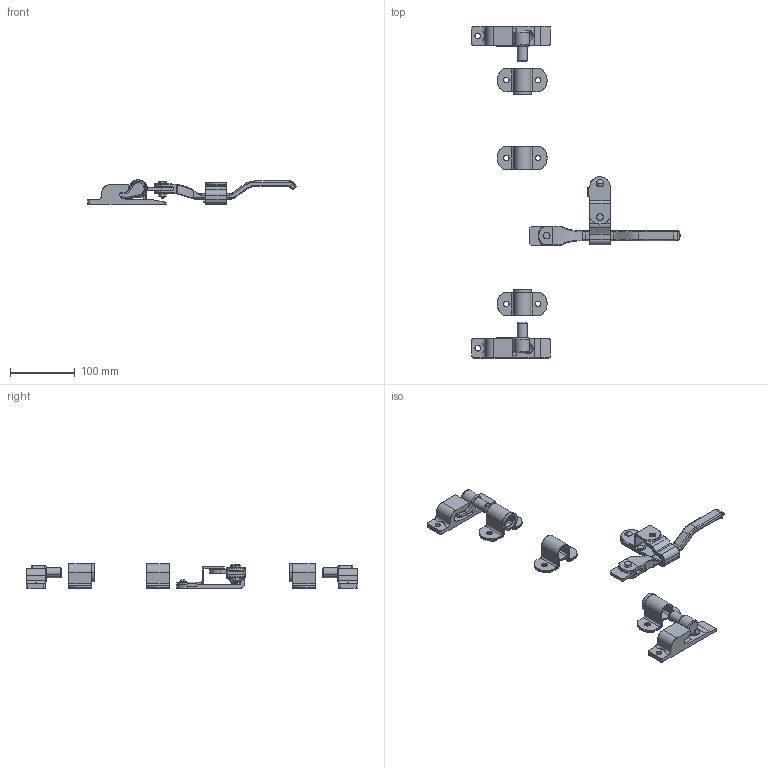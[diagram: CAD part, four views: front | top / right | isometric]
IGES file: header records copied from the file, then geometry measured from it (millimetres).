
Start section: SolidWorks IGES file using analytic representation for surfaces
Global section: file name: FA-1810-3B.IGS; native system: SolidWorks 2018; preprocessor: SolidWorks 2018; author: 1337yo; date: 210414.152747; units: millimetre
Bounding box: 321.11 x 512 x 38 mm (x, y, z)
Surface area: 125292.2 mm2 (no closed solid volume)
Topology: 0 solids, 0 shells, 528 faces, 7640 edges, 7639 vertices
Faces by surface type: bspline 265, revolution 263
